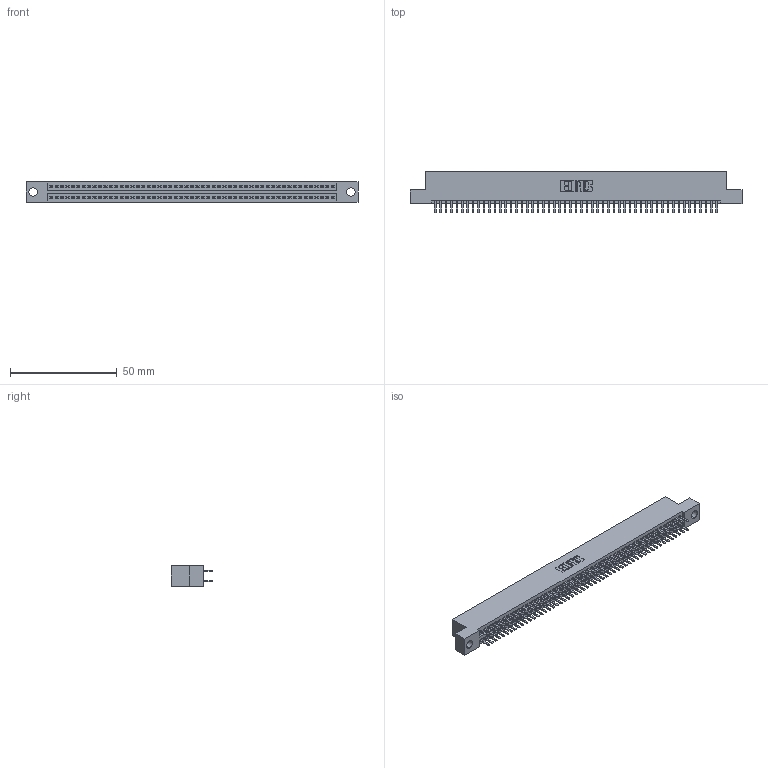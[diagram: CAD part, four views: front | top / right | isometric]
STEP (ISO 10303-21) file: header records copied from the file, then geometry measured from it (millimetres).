
FILE_DESCRIPTION (( 'STEP AP203' ), '1' );
FILE_NAME ('395-106-520-204.STEP', '2021-06-17T16:23:03', ( '' ), ( '' ), 'SwSTEP 2.0', 'SolidWorks 2020', '' );
FILE_SCHEMA (( 'CONFIG_CONTROL_DESIGN' ));
Length unit declared in the file: inch
Products named in the file (3): 395-106-520-204; 345 Part_Flush Mounting Lugs - 0.156 Dia-TI; 345-292-001_345-293-120
Assembly tree (107 placements, depth 2):
  395-106-520-204
    345 Part_Flush Mounting Lugs - 0.156 Dia-TI
    345-292-001_345-293-120  x106
Bounding box: 155.83 x 19.68 x 9.4 mm (x, y, z)
Volume: 15086.9 mm3; surface area: 22266.6 mm2
Topology: 107 solids, 107 shells, 5864 faces, 17019 edges, 11062 vertices
Faces by surface type: plane 3804, cylinder 2060
Entity records: 40637 total; most frequent: CARTESIAN_POINT 6818, ORIENTED_EDGE 6738, DIRECTION 5985, EDGE_CURVE 3369, LINE 3021, VECTOR 3021, VERTEX_POINT 2242, AXIS2_PLACEMENT_3D 1482
